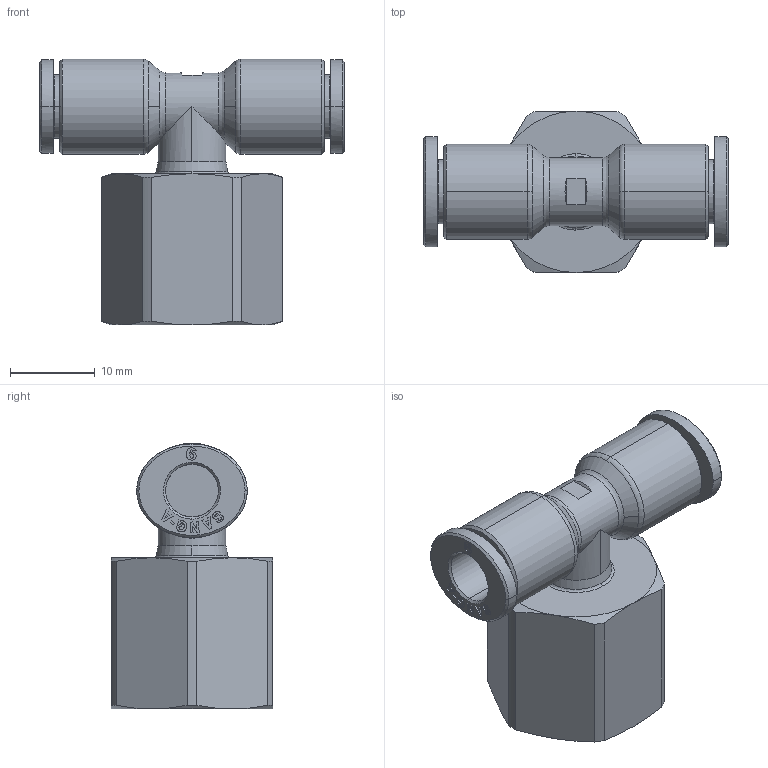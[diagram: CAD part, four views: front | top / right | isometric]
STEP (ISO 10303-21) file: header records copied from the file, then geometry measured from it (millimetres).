
FILE_DESCRIPTION (( 'STEP AP214' ), '1' );
FILE_NAME ('PTF06-G03.stp', '2015-09-22T06:45:35', ( '' ), ( '' ), 'SwSTEP 2.0', 'SolidWorks 2015', '' );
FILE_SCHEMA (( 'AUTOMOTIVE_DESIGN' ));
Length unit declared in the file: millimetre
Products named in the file (2): ｪ++ｪ1; PTF06-G03
Assembly tree (1 placements, depth 2):
  PTF06-G03
    ｪ++ｪ1
Bounding box: 35.9 x 19 x 31.3 mm (x, y, z)
Volume: 5579.1 mm3; surface area: 4604.2 mm2
Topology: 1 solids, 1 shells, 490 faces, 1347 edges, 888 vertices
Faces by surface type: plane 348, bspline 68, cylinder 41, cone 29, torus 4
Entity records: 23327 total; most frequent: CARTESIAN_POINT 6027, ORIENTED_EDGE 2694, DIRECTION 2143, EDGE_CURVE 1347, LINE 1031, VECTOR 1031, VERTEX_POINT 888, AXIS2_PLACEMENT_3D 556
